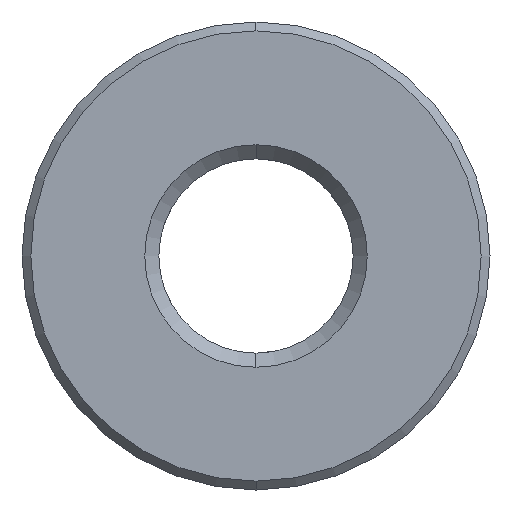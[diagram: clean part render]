
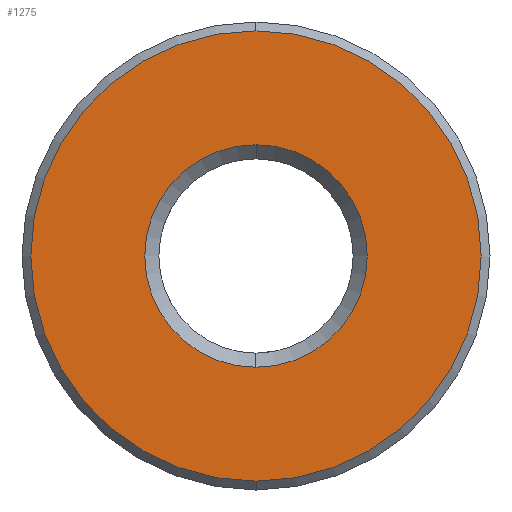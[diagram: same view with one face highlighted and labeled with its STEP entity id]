
A CAD part, left-side view. The second image highlights one B-rep face of the part: STEP entity #1275.
In plain terms, the highlighted planar face has unit normal (-1, 0, 0).
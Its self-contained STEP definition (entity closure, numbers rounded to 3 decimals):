
#79 = CARTESIAN_POINT ( 'NONE',  ( -41.245, 0., 0. ) ) ;
#96 = PLANE ( 'NONE',  #918 ) ;
#141 = FACE_OUTER_BOUND ( 'NONE', #485, .T. ) ;
#183 = EDGE_CURVE ( 'NONE', #1547, #1125, #578, .T. ) ;
#196 = DIRECTION ( 'NONE',  ( 0., 0., -1. ) ) ;
#209 = DIRECTION ( 'NONE',  ( 0., 0., 1. ) ) ;
#261 = CARTESIAN_POINT ( 'NONE',  ( -41.245, 0., 0. ) ) ;
#291 = ORIENTED_EDGE ( 'NONE', *, *, #549, .F. ) ;
#297 = CARTESIAN_POINT ( 'NONE',  ( -41.245, 0., 6.3 ) ) ;
#376 = AXIS2_PLACEMENT_3D ( 'NONE', #1161, #419, #1285 ) ;
#419 = DIRECTION ( 'NONE',  ( 1., 0., 0. ) ) ;
#430 = CARTESIAN_POINT ( 'NONE',  ( -41.245, 0., -12.75 ) ) ;
#441 = DIRECTION ( 'NONE',  ( -1., 0., 0. ) ) ;
#475 = CARTESIAN_POINT ( 'NONE',  ( -41.245, 0., 0. ) ) ;
#485 = EDGE_LOOP ( 'NONE', ( #291, #607 ) ) ;
#487 = AXIS2_PLACEMENT_3D ( 'NONE', #261, #1491, #1246 ) ;
#493 = EDGE_CURVE ( 'NONE', #1185, #1255, #991, .T. ) ;
#543 = CARTESIAN_POINT ( 'NONE',  ( -41.245, 0., 12.75 ) ) ;
#549 = EDGE_CURVE ( 'NONE', #1255, #1185, #1178, .T. ) ;
#564 = AXIS2_PLACEMENT_3D ( 'NONE', #475, #1344, #599 ) ;
#578 = CIRCLE ( 'NONE', #487, 6.3 ) ;
#599 = DIRECTION ( 'NONE',  ( 0., 0., -1. ) ) ;
#607 = ORIENTED_EDGE ( 'NONE', *, *, #493, .F. ) ;
#698 = CARTESIAN_POINT ( 'NONE',  ( -41.245, 6.3, 0. ) ) ;
#759 = ORIENTED_EDGE ( 'NONE', *, *, #1579, .T. ) ;
#781 = FACE_BOUND ( 'NONE', #1414, .T. ) ;
#843 = CIRCLE ( 'NONE', #564, 6.3 ) ;
#918 = AXIS2_PLACEMENT_3D ( 'NONE', #698, #441, #209 ) ;
#923 = DIRECTION ( 'NONE',  ( 1., 0., 0. ) ) ;
#991 = CIRCLE ( 'NONE', #376, 12.75 ) ;
#1044 = AXIS2_PLACEMENT_3D ( 'NONE', #79, #923, #196 ) ;
#1125 = VERTEX_POINT ( 'NONE', #297 ) ;
#1161 = CARTESIAN_POINT ( 'NONE',  ( -41.245, 0., 0. ) ) ;
#1178 = CIRCLE ( 'NONE', #1044, 12.75 ) ;
#1185 = VERTEX_POINT ( 'NONE', #543 ) ;
#1246 = DIRECTION ( 'NONE',  ( 0., 0., -1. ) ) ;
#1255 = VERTEX_POINT ( 'NONE', #430 ) ;
#1275 = ADVANCED_FACE ( 'NONE', ( #781, #141 ), #96, .T. ) ;
#1285 = DIRECTION ( 'NONE',  ( 0., 0., -1. ) ) ;
#1314 = CARTESIAN_POINT ( 'NONE',  ( -41.245, 0., -6.3 ) ) ;
#1344 = DIRECTION ( 'NONE',  ( 1., 0., 0. ) ) ;
#1414 = EDGE_LOOP ( 'NONE', ( #759, #1510 ) ) ;
#1491 = DIRECTION ( 'NONE',  ( 1., 0., 0. ) ) ;
#1510 = ORIENTED_EDGE ( 'NONE', *, *, #183, .T. ) ;
#1547 = VERTEX_POINT ( 'NONE', #1314 ) ;
#1579 = EDGE_CURVE ( 'NONE', #1125, #1547, #843, .T. ) ;
